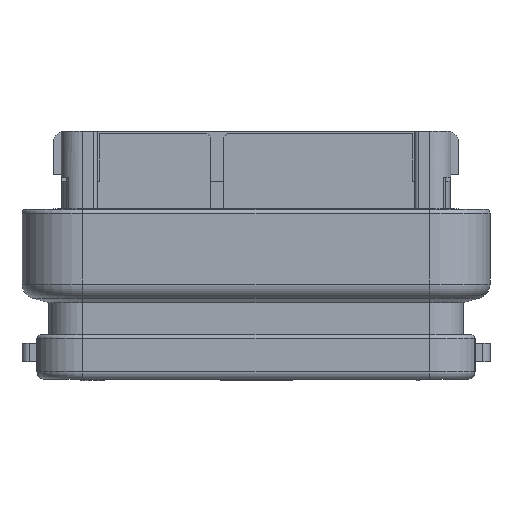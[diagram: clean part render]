
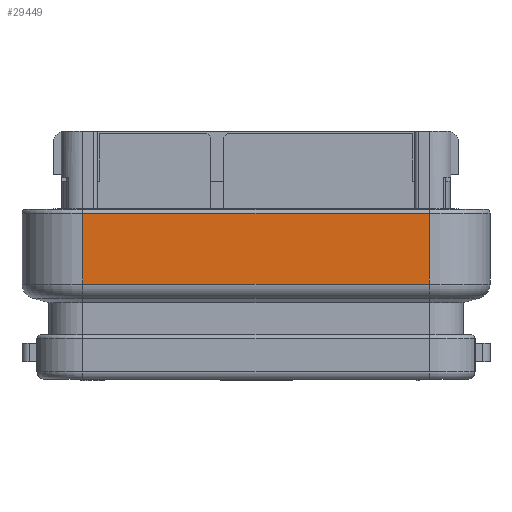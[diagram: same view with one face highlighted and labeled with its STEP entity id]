
A CAD part, front view. The second image highlights one B-rep face of the part: STEP entity #29449.
In plain terms, the highlighted planar face has unit normal (0, -1, 0).
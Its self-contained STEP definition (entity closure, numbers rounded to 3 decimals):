
#7971=DIRECTION('',(0.,0.,1.));
#7972=VECTOR('',#7971,9.601);
#7973=CARTESIAN_POINT('',(23.5,-13.8,-10.101));
#7974=LINE('',#7973,#7972);
#7975=DIRECTION('',(-1.,0.,0.));
#7976=VECTOR('',#7975,47.);
#7977=CARTESIAN_POINT('',(23.5,-13.8,-10.101));
#7978=LINE('',#7977,#7976);
#7979=DIRECTION('',(0.,0.,1.));
#7980=VECTOR('',#7979,9.601);
#7981=CARTESIAN_POINT('',(-23.5,-13.8,-10.101));
#7982=LINE('',#7981,#7980);
#8039=DIRECTION('',(-1.,0.,0.));
#8040=VECTOR('',#8039,47.);
#8041=CARTESIAN_POINT('',(23.5,-13.8,-0.5));
#8042=LINE('',#8041,#8040);
#15251=CARTESIAN_POINT('',(23.5,-13.8,-10.101));
#15253=VERTEX_POINT('',#15251);
#15254=CARTESIAN_POINT('',(23.5,-13.8,-0.5));
#15255=VERTEX_POINT('',#15254);
#15267=CARTESIAN_POINT('',(-23.5,-13.8,-10.101));
#15269=VERTEX_POINT('',#15267);
#15270=CARTESIAN_POINT('',(-23.5,-13.8,-0.5));
#15271=VERTEX_POINT('',#15270);
#29436=CARTESIAN_POINT('',(23.5,-13.8,-10.101));
#29437=DIRECTION('',(0.,-1.,0.));
#29438=DIRECTION('',(0.,0.,1.));
#29439=AXIS2_PLACEMENT_3D('',#29436,#29437,#29438);
#29440=PLANE('',#29439);
#29441=ORIENTED_EDGE('',*,*,#29430,.F.);
#29442=ORIENTED_EDGE('',*,*,#29184,.T.);
#29444=ORIENTED_EDGE('',*,*,#29443,.T.);
#29446=ORIENTED_EDGE('',*,*,#29445,.F.);
#29447=EDGE_LOOP('',(#29441,#29442,#29444,#29446));
#29448=FACE_OUTER_BOUND('',#29447,.F.);
#29184=EDGE_CURVE('',#15253,#15269,#7978,.T.);
#29430=EDGE_CURVE('',#15253,#15255,#7974,.T.);
#29443=EDGE_CURVE('',#15269,#15271,#7982,.T.);
#29445=EDGE_CURVE('',#15255,#15271,#8042,.T.);
#29449=ADVANCED_FACE('',(#29448),#29440,.T.);
